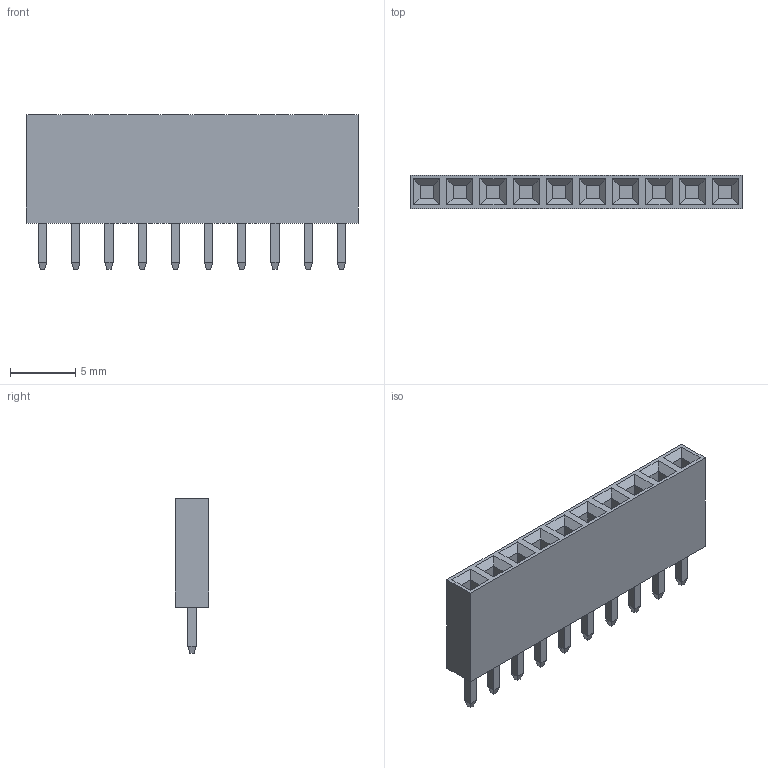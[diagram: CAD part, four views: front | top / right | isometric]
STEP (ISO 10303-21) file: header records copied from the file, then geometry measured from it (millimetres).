
FILE_DESCRIPTION(('FreeCAD Model'),'2;1');
FILE_NAME('1x10-female-pin-header.step', '2016-06-21T10:14:39',(''),(''),'Open CASCADE STEP processor 6.8', 'FreeCAD','Unknown');
FILE_SCHEMA(('AUTOMOTIVE_DESIGN_CC2 { 1 2 10303 214 -1 1 5 4 }'));
Length unit declared in the file: inch
Products named in the file (3): ASSEMBLY; body; pins
Assembly tree (2 placements, depth 2):
  ASSEMBLY
    body
    pins
Bounding box: 25.4 x 2.54 x 11.85 mm (x, y, z)
Volume: 502.4 mm3; surface area: 838.1 mm2
Topology: 11 solids, 11 shells, 196 faces, 412 edges, 248 vertices
Faces by surface type: plane 156, bspline 40
Entity records: 10427 total; most frequent: CARTESIAN_POINT 1883, DIRECTION 1474, LINE 1156, VECTOR 1156, ORIENTED_EDGE 824, PCURVE 824, DEFINITIONAL_REPRESENTATION 824, EDGE_CURVE 412
